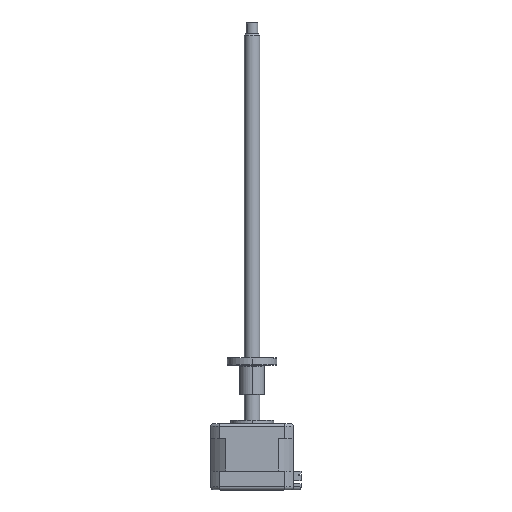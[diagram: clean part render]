
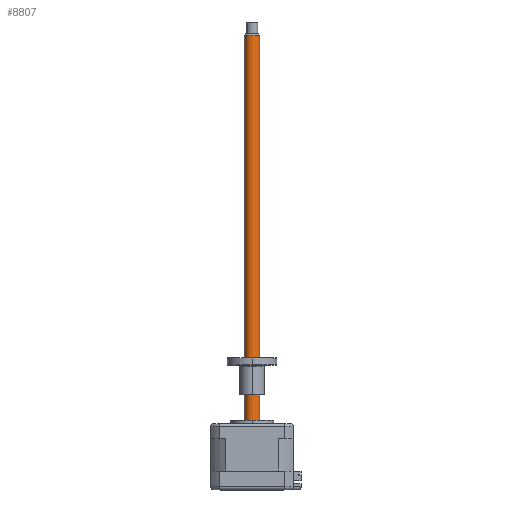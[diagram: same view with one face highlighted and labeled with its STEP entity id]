
A CAD part, top view. The second image highlights one B-rep face of the part: STEP entity #8807.
In plain terms, the highlighted cylindrical face has radius 4 mm (diameter 8 mm), a partial arc.
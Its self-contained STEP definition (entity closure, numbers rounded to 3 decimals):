
#402 = CARTESIAN_POINT ( 'NONE',  ( -20.813, 196.092, 35.708 ) ) ;
#484 = CIRCLE ( 'NONE', #6305, 4. ) ;
#502 = CARTESIAN_POINT ( 'NONE',  ( -17.581, 196.092, 33.35 ) ) ;
#1203 = ORIENTED_EDGE ( 'NONE', *, *, #1967, .F. ) ;
#1325 = DIRECTION ( 'NONE',  ( -0.808, 0., 0.589 ) ) ;
#1439 = DIRECTION ( 'NONE',  ( 0., -1., 0. ) ) ;
#1469 = DIRECTION ( 'NONE',  ( 0., -1., 0. ) ) ;
#1583 = DIRECTION ( 'NONE',  ( 0.808, 0., -0.589 ) ) ;
#1686 = VERTEX_POINT ( 'NONE', #6803 ) ;
#1967 = EDGE_CURVE ( 'NONE', #10260, #1686, #5175, .T. ) ;
#1973 = EDGE_CURVE ( 'NONE', #1686, #7538, #7426, .T. ) ;
#1990 = EDGE_CURVE ( 'NONE', #10364, #7538, #6889, .T. ) ;
#1991 = ORIENTED_EDGE ( 'NONE', *, *, #2047, .T. ) ;
#2047 = EDGE_CURVE ( 'NONE', #10260, #10364, #484, .T. ) ;
#2260 = CARTESIAN_POINT ( 'NONE',  ( -14.35, 197.092, 30.992 ) ) ;
#2344 = DIRECTION ( 'NONE',  ( 0., -1., 0. ) ) ;
#2950 = FACE_OUTER_BOUND ( 'NONE', #6954, .T. ) ;
#4129 = CARTESIAN_POINT ( 'NONE',  ( -17.581, 197.092, 33.35 ) ) ;
#4732 = CARTESIAN_POINT ( 'NONE',  ( -14.35, 196.092, 30.992 ) ) ;
#4913 = VECTOR ( 'NONE', #1439, 1000. ) ;
#4925 = CYLINDRICAL_SURFACE ( 'NONE', #5850, 4. ) ;
#5175 = LINE ( 'NONE', #2260, #4913 ) ;
#5850 = AXIS2_PLACEMENT_3D ( 'NONE', #4129, #9192, #1583 ) ;
#6120 = ORIENTED_EDGE ( 'NONE', *, *, #1973, .F. ) ;
#6304 = DIRECTION ( 'NONE',  ( 0., -1., 0. ) ) ;
#6305 = AXIS2_PLACEMENT_3D ( 'NONE', #502, #6304, #1325 ) ;
#6340 = ORIENTED_EDGE ( 'NONE', *, *, #1990, .T. ) ;
#6473 = CARTESIAN_POINT ( 'NONE',  ( -17.581, -2.908, 33.35 ) ) ;
#6522 = CARTESIAN_POINT ( 'NONE',  ( -20.813, 197.092, 35.708 ) ) ;
#6803 = CARTESIAN_POINT ( 'NONE',  ( -14.35, -2.908, 30.992 ) ) ;
#6889 = LINE ( 'NONE', #6522, #8894 ) ;
#6954 = EDGE_LOOP ( 'NONE', ( #1991, #6340, #6120, #1203 ) ) ;
#7359 = DIRECTION ( 'NONE',  ( 0.808, 0., -0.589 ) ) ;
#7426 = CIRCLE ( 'NONE', #7789, 4. ) ;
#7538 = VERTEX_POINT ( 'NONE', #8801 ) ;
#7789 = AXIS2_PLACEMENT_3D ( 'NONE', #6473, #1469, #7359 ) ;
#8801 = CARTESIAN_POINT ( 'NONE',  ( -20.813, -2.908, 35.708 ) ) ;
#8807 = ADVANCED_FACE ( 'NONE', ( #2950 ), #4925, .T. ) ;
#8894 = VECTOR ( 'NONE', #2344, 1000. ) ;
#9192 = DIRECTION ( 'NONE',  ( 0., -1., 0. ) ) ;
#10260 = VERTEX_POINT ( 'NONE', #4732 ) ;
#10364 = VERTEX_POINT ( 'NONE', #402 ) ;
